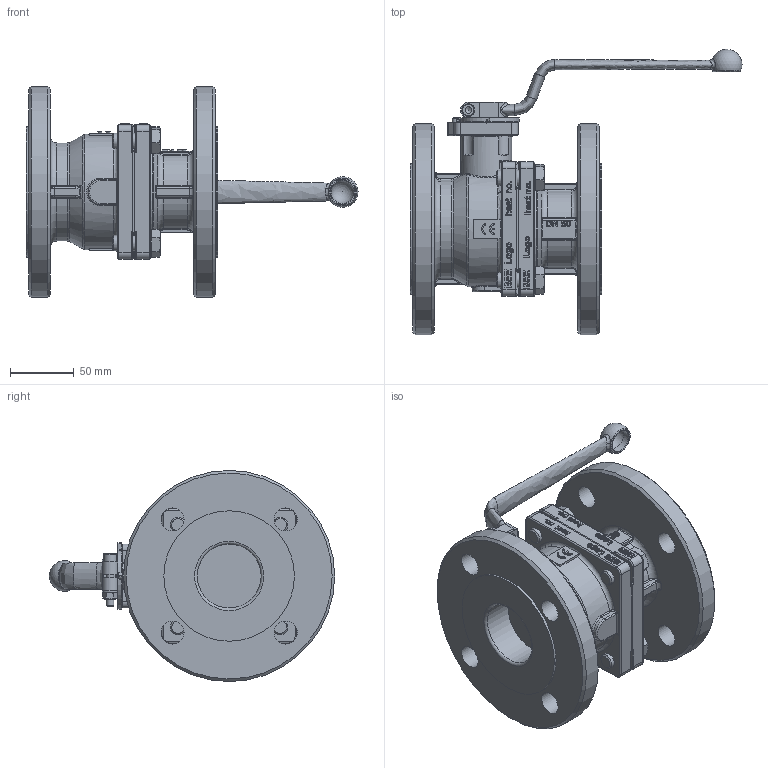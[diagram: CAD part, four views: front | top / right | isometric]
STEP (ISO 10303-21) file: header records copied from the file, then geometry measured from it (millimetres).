
FILE_DESCRIPTION(/* description */ (''),/* implementation_level */ '2;1');
FILE_NAME(/* name */ '71M_71MS_PN16_R27_50.stp',/* time_stamp */ '2021-06-16T09:59:25+02:00',/* author */ ('sga-ext'),/* organization */ (''),/* preprocessor_version */ 'ST-DEVELOPER v18.1',/* originating_system */ 'Autodesk Inventor 2021',/* authorisation */ '');
FILE_SCHEMA (('AUTOMOTIVE_DESIGN { 1 0 10303 214 3 1 1 }'));
Products named in the file (1): ENG-069064
Bounding box: 259.5 x 223.03 x 165 mm (x, y, z)
Volume: 1369661 mm3; surface area: 193408.4 mm2
Topology: 2 solids, 9 shells, 1349 faces, 3482 edges, 2169 vertices
Faces by surface type: plane 508, bspline 388, cylinder 255, cone 101, torus 89, sphere 8
Full cylindrical faces by diameter (mm): 4 x2, 5 x1, 6 x2, 6.5 x2, 7 x4, 10 x1, 11.053 x4, 12 x8, 13 x4, 17.2 x4, 18 x9, 20 x1, 20.3 x1, 36 x1, 40 x1, 50 x2, 77 x1, 102 x2, 165 x2
Entity records: 49212 total; most frequent: CARTESIAN_POINT 17510, ORIENTED_EDGE 6878, DIRECTION 5285, EDGE_CURVE 3439, VERTEX_POINT 2167, AXIS2_PLACEMENT_3D 1865, LINE 1555, VECTOR 1555
